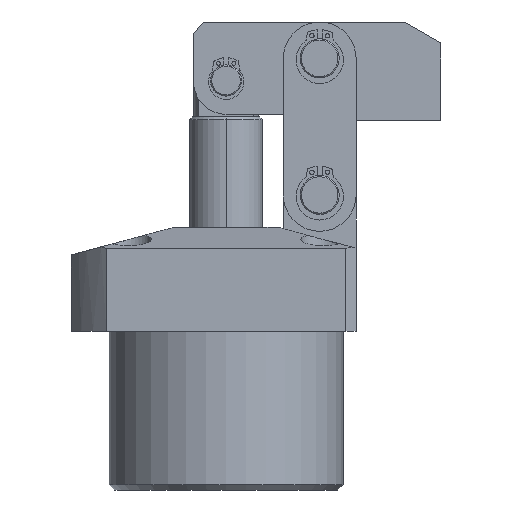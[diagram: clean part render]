
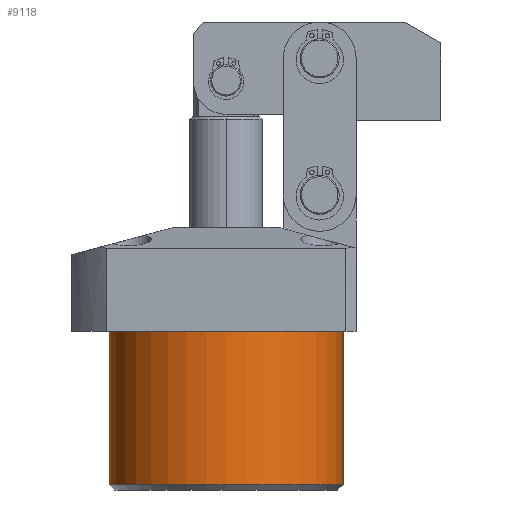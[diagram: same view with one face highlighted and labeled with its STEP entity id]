
A CAD part, front view. The second image highlights one B-rep face of the part: STEP entity #9118.
In plain terms, the highlighted cylindrical face has radius 45 mm (diameter 90 mm), a partial arc.
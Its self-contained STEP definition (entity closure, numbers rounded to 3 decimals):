
#942 = DIRECTION ( 'NONE',  ( 1., 0., 0. ) ) ;
#946 = DIRECTION ( 'NONE',  ( 0., 0., 1. ) ) ;
#947 = CARTESIAN_POINT ( 'NONE',  ( 0., 0., -61. ) ) ;
#1516 = ORIENTED_EDGE ( 'NONE', *, *, #3160, .T. ) ;
#1536 = ORIENTED_EDGE ( 'NONE', *, *, #3158, .F. ) ;
#1734 = EDGE_LOOP ( 'NONE', ( #1536, #2161, #1516, #2160 ) ) ;
#2026 = VERTEX_POINT ( 'NONE', #6550 ) ;
#2030 = VERTEX_POINT ( 'NONE', #6582 ) ;
#2091 = VERTEX_POINT ( 'NONE', #6912 ) ;
#2160 = ORIENTED_EDGE ( 'NONE', *, *, #3218, .T. ) ;
#2161 = ORIENTED_EDGE ( 'NONE', *, *, #3257, .T. ) ;
#3158 = EDGE_CURVE ( 'NONE', #2091, #2030, #9339, .T. ) ;
#3160 = EDGE_CURVE ( 'NONE', #4897, #2026, #9346, .T. ) ;
#3218 = EDGE_CURVE ( 'NONE', #2026, #2030, #9428, .T. ) ;
#3257 = EDGE_CURVE ( 'NONE', #2091, #4897, #9476, .T. ) ;
#3660 = AXIS2_PLACEMENT_3D ( 'NONE', #8078, #8079, #8080 ) ;
#3666 = AXIS2_PLACEMENT_3D ( 'NONE', #8184, #8185, #8186 ) ;
#4897 = VERTEX_POINT ( 'NONE', #5998 ) ;
#5998 = CARTESIAN_POINT ( 'NONE',  ( 45., 0., -59. ) ) ;
#6550 = CARTESIAN_POINT ( 'NONE',  ( 45., 0., 0. ) ) ;
#6582 = CARTESIAN_POINT ( 'NONE',  ( -45., 0., 0. ) ) ;
#6807 = FACE_OUTER_BOUND ( 'NONE', #1734, .T. ) ;
#6818 = CYLINDRICAL_SURFACE ( 'NONE', #7469, 45. ) ;
#6912 = CARTESIAN_POINT ( 'NONE',  ( -45., 0., -59. ) ) ;
#7469 = AXIS2_PLACEMENT_3D ( 'NONE', #947, #946, #942 ) ;
#8078 = CARTESIAN_POINT ( 'NONE',  ( 0., 0., 0. ) ) ;
#8079 = DIRECTION ( 'NONE',  ( 0., 0., -1. ) ) ;
#8080 = DIRECTION ( 'NONE',  ( 1., 0., 0. ) ) ;
#8184 = CARTESIAN_POINT ( 'NONE',  ( 0., 0., -59. ) ) ;
#8185 = DIRECTION ( 'NONE',  ( 0., 0., 1. ) ) ;
#8186 = DIRECTION ( 'NONE',  ( -1., 0., 0. ) ) ;
#8811 = DIRECTION ( 'NONE',  ( 0., 0., 1. ) ) ;
#8812 = CARTESIAN_POINT ( 'NONE',  ( -45., 0., -61. ) ) ;
#8816 = CARTESIAN_POINT ( 'NONE',  ( 45., 0., -61. ) ) ;
#8817 = DIRECTION ( 'NONE',  ( 0., 0., 1. ) ) ;
#9118 = ADVANCED_FACE ( 'NONE', ( #6807 ), #6818, .T. ) ;
#9339 = LINE ( 'NONE', #8812, #9345 ) ;
#9345 = VECTOR ( 'NONE', #8817, 1000. ) ;
#9346 = LINE ( 'NONE', #8816, #9348 ) ;
#9348 = VECTOR ( 'NONE', #8811, 1000. ) ;
#9428 = CIRCLE ( 'NONE', #3660, 45. ) ;
#9476 = CIRCLE ( 'NONE', #3666, 45. ) ;
